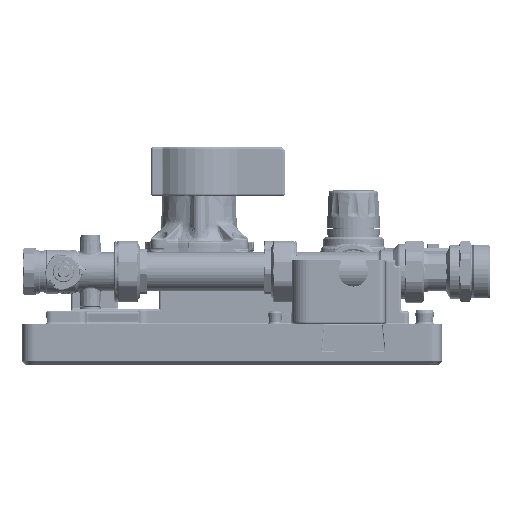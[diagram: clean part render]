
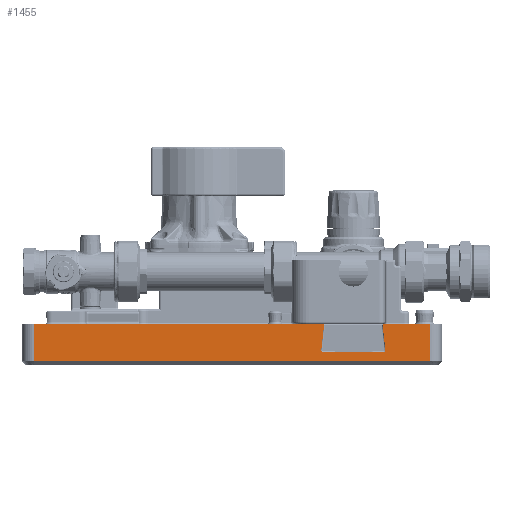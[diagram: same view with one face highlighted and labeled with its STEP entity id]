
A CAD part, front view. The second image highlights one B-rep face of the part: STEP entity #1455.
In plain terms, the highlighted planar face has unit normal (0, -1, 0).
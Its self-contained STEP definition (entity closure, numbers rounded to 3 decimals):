
#303=CARTESIAN_POINT('Line Origine',(119.601,-61.338,83.049)) ;
#307=CARTESIAN_POINT('Vertex',(99.659,-61.338,83.049)) ;
#309=CARTESIAN_POINT('Vertex',(139.542,-61.338,83.049)) ;
#505=CARTESIAN_POINT('Vertex',(-200.458,-61.338,83.049)) ;
#508=CARTESIAN_POINT('Line Origine',(-76.517,-61.338,83.049)) ;
#512=CARTESIAN_POINT('Vertex',(47.424,-61.338,83.049)) ;
#1370=CARTESIAN_POINT('Axis2P3D Location',(149.542,-61.338,48.049)) ;
#1375=CARTESIAN_POINT('Axis2P3D Location',(47.424,-61.338,82.049)) ;
#1379=CARTESIAN_POINT('Vertex',(48.418,-61.338,81.938)) ;
#1382=CARTESIAN_POINT('Line Origine',(-200.458,-61.338,67.049)) ;
#1386=CARTESIAN_POINT('Vertex',(-200.458,-61.338,51.049)) ;
#1389=CARTESIAN_POINT('Line Origine',(-30.458,-61.338,51.049)) ;
#1393=CARTESIAN_POINT('Vertex',(139.542,-61.338,51.049)) ;
#1396=CARTESIAN_POINT('Line Origine',(139.542,-61.338,67.049)) ;
#1401=CARTESIAN_POINT('Axis2P3D Location',(99.659,-61.338,82.049)) ;
#1405=CARTESIAN_POINT('Vertex',(98.666,-61.338,81.938)) ;
#1408=CARTESIAN_POINT('Line Origine',(99.849,-61.338,71.327)) ;
#1412=CARTESIAN_POINT('Vertex',(101.032,-61.338,60.715)) ;
#1415=CARTESIAN_POINT('Axis2P3D Location',(99.542,-61.338,60.549)) ;
#1419=CARTESIAN_POINT('Vertex',(99.542,-61.338,59.049)) ;
#1422=CARTESIAN_POINT('Line Origine',(73.542,-61.338,59.049)) ;
#1426=CARTESIAN_POINT('Vertex',(47.542,-61.338,59.049)) ;
#1429=CARTESIAN_POINT('Axis2P3D Location',(47.542,-61.338,60.549)) ;
#1433=CARTESIAN_POINT('Vertex',(46.051,-61.338,60.715)) ;
#1436=CARTESIAN_POINT('Line Origine',(47.234,-61.338,71.327)) ;
#305=VECTOR('Line Direction',#304,1.) ;
#510=VECTOR('Line Direction',#509,1.) ;
#1384=VECTOR('Line Direction',#1383,1.) ;
#1391=VECTOR('Line Direction',#1390,1.) ;
#1398=VECTOR('Line Direction',#1397,1.) ;
#1410=VECTOR('Line Direction',#1409,1.) ;
#1424=VECTOR('Line Direction',#1423,1.) ;
#1438=VECTOR('Line Direction',#1437,1.) ;
#304=DIRECTION('Vector Direction',(-1.,0.,0.)) ;
#509=DIRECTION('Vector Direction',(-1.,0.,0.)) ;
#1371=DIRECTION('Axis2P3D Direction',(0.,1.,0.)) ;
#1372=DIRECTION('Axis2P3D XDirection',(-1.,0.,0.)) ;
#1376=DIRECTION('Axis2P3D Direction',(0.,1.,0.)) ;
#1383=DIRECTION('Vector Direction',(0.,0.,1.)) ;
#1390=DIRECTION('Vector Direction',(-1.,0.,0.)) ;
#1397=DIRECTION('Vector Direction',(0.,0.,1.)) ;
#1402=DIRECTION('Axis2P3D Direction',(0.,1.,0.)) ;
#1409=DIRECTION('Vector Direction',(0.111,0.,-0.994)) ;
#1416=DIRECTION('Axis2P3D Direction',(0.,1.,0.)) ;
#1423=DIRECTION('Vector Direction',(-1.,0.,0.)) ;
#1430=DIRECTION('Axis2P3D Direction',(0.,1.,0.)) ;
#1437=DIRECTION('Vector Direction',(-0.111,0.,-0.994)) ;
#1373=AXIS2_PLACEMENT_3D('Plane Axis2P3D',#1370,#1371,#1372) ;
#1377=AXIS2_PLACEMENT_3D('Circle Axis2P3D',#1375,#1376,$) ;
#1403=AXIS2_PLACEMENT_3D('Circle Axis2P3D',#1401,#1402,$) ;
#1417=AXIS2_PLACEMENT_3D('Circle Axis2P3D',#1415,#1416,$) ;
#1431=AXIS2_PLACEMENT_3D('Circle Axis2P3D',#1429,#1430,$) ;
#306=LINE('Line',#303,#305) ;
#511=LINE('Line',#508,#510) ;
#1385=LINE('Line',#1382,#1384) ;
#1392=LINE('Line',#1389,#1391) ;
#1399=LINE('Line',#1396,#1398) ;
#1411=LINE('Line',#1408,#1410) ;
#1425=LINE('Line',#1422,#1424) ;
#1439=LINE('Line',#1436,#1438) ;
#1378=CIRCLE('generated circle',#1377,1.) ;
#1404=CIRCLE('generated circle',#1403,1.) ;
#1418=CIRCLE('generated circle',#1417,1.5) ;
#1432=CIRCLE('generated circle',#1431,1.5) ;
#1374=PLANE('',#1373) ;
#311=EDGE_CURVE('',#308,#310,#306,.F.) ;
#514=EDGE_CURVE('',#506,#513,#511,.F.) ;
#1381=EDGE_CURVE('',#513,#1380,#1378,.T.) ;
#1388=EDGE_CURVE('',#1387,#506,#1385,.T.) ;
#1395=EDGE_CURVE('',#1387,#1394,#1392,.F.) ;
#1400=EDGE_CURVE('',#1394,#310,#1399,.T.) ;
#1407=EDGE_CURVE('',#1406,#308,#1404,.T.) ;
#1414=EDGE_CURVE('',#1406,#1413,#1411,.T.) ;
#1421=EDGE_CURVE('',#1413,#1420,#1418,.T.) ;
#1428=EDGE_CURVE('',#1420,#1427,#1425,.T.) ;
#1435=EDGE_CURVE('',#1427,#1434,#1432,.T.) ;
#1440=EDGE_CURVE('',#1434,#1380,#1439,.F.) ;
#1442=ORIENTED_EDGE('',*,*,#1381,.F.) ;
#1443=ORIENTED_EDGE('',*,*,#514,.F.) ;
#1444=ORIENTED_EDGE('',*,*,#1388,.F.) ;
#1445=ORIENTED_EDGE('',*,*,#1395,.T.) ;
#1446=ORIENTED_EDGE('',*,*,#1400,.T.) ;
#1447=ORIENTED_EDGE('',*,*,#311,.F.) ;
#1448=ORIENTED_EDGE('',*,*,#1407,.F.) ;
#1449=ORIENTED_EDGE('',*,*,#1414,.T.) ;
#1450=ORIENTED_EDGE('',*,*,#1421,.T.) ;
#1451=ORIENTED_EDGE('',*,*,#1428,.T.) ;
#1452=ORIENTED_EDGE('',*,*,#1435,.T.) ;
#1453=ORIENTED_EDGE('',*,*,#1440,.T.) ;
#1441=EDGE_LOOP('',(#1442,#1443,#1444,#1445,#1446,#1447,#1448,#1449,#1450,#1451,#1452,#1453)) ;
#308=VERTEX_POINT('',#307) ;
#310=VERTEX_POINT('',#309) ;
#506=VERTEX_POINT('',#505) ;
#513=VERTEX_POINT('',#512) ;
#1380=VERTEX_POINT('',#1379) ;
#1387=VERTEX_POINT('',#1386) ;
#1394=VERTEX_POINT('',#1393) ;
#1406=VERTEX_POINT('',#1405) ;
#1413=VERTEX_POINT('',#1412) ;
#1420=VERTEX_POINT('',#1419) ;
#1427=VERTEX_POINT('',#1426) ;
#1434=VERTEX_POINT('',#1433) ;
#1455=ADVANCED_FACE('766600 HE',(#1454),#1374,.F.) ;
#1454=FACE_OUTER_BOUND('',#1441,.T.) ;
